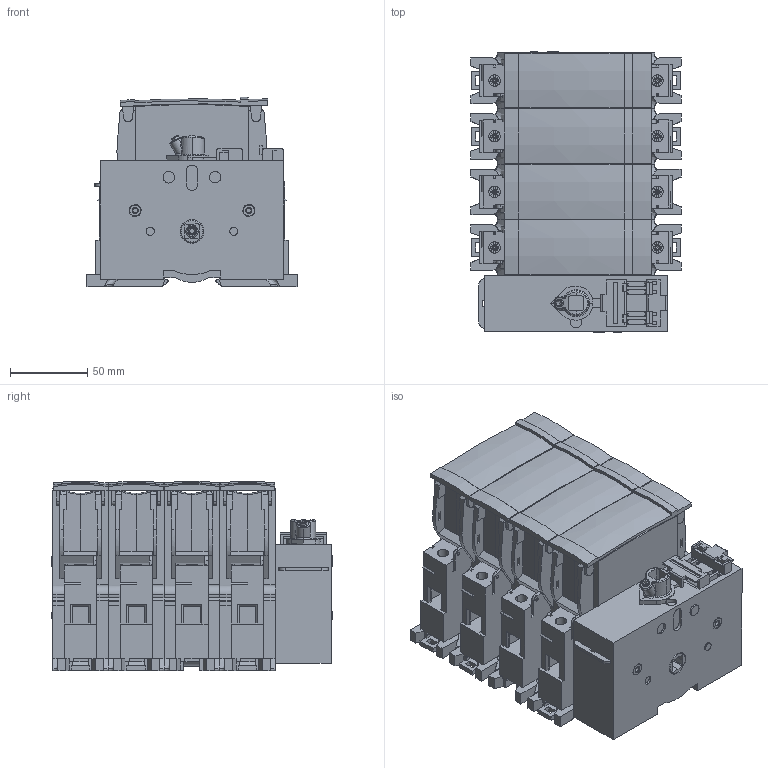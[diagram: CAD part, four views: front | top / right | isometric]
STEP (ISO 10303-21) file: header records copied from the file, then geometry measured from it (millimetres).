
FILE_DESCRIPTION (( 'STEP AP214' ), '1' );
FILE_NAME ('38616004.step', '2016-05-09T12:25:58', ( '' ), ( '' ), 'SwSTEP 2.0', 'SolidWorks 2015', '' );
FILE_SCHEMA (( 'AUTOMOTIVE_DESIGN' ));
Length unit declared in the file: inch
Products named in the file (1): 38616004
Bounding box: 136 x 182.2 x 122.91 mm (x, y, z)
Volume: 1905856.1 mm3; surface area: 287583.1 mm2
Topology: 15 solids, 17 shells, 2756 faces, 7813 edges, 5199 vertices
Faces by surface type: plane 1840, cylinder 596, cone 170, bspline 150
Entity records: 120884 total; most frequent: CARTESIAN_POINT 53370, ORIENTED_EDGE 15626, DIRECTION 11268, EDGE_CURVE 7813, VERTEX_POINT 5199, VECTOR 5128, LINE 5128, AXIS2_PLACEMENT_3D 3070
